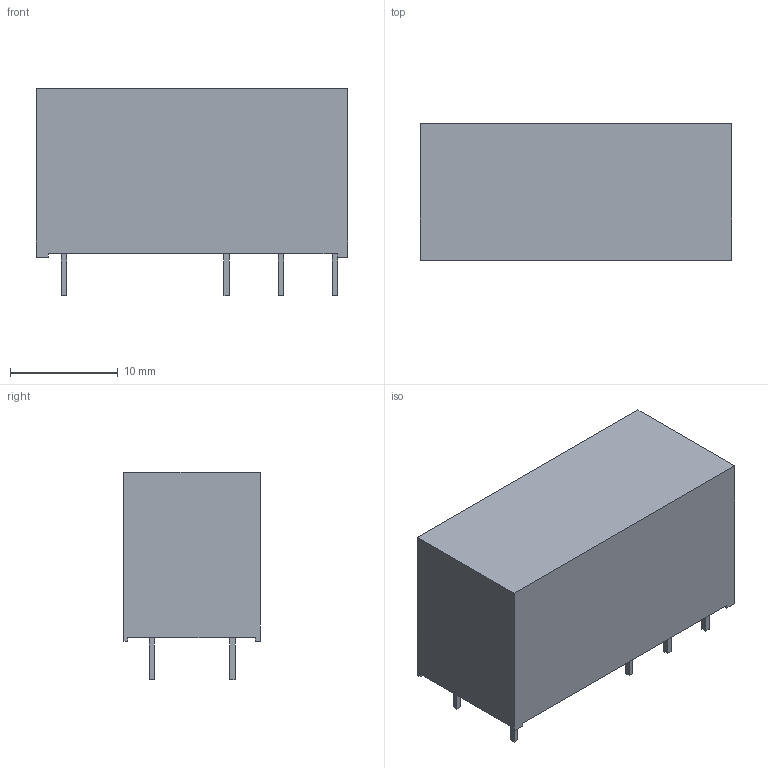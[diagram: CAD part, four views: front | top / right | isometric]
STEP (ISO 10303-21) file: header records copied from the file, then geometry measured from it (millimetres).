
FILE_DESCRIPTION (( 'STEP AP214' ), '1' );
FILE_NAME ('RELAY-TH_GN-XXVDC-1C-16.step', '2022-07-09T13:19:19', ( '' ), ( '' ), 'SwSTEP 2.0', 'SolidWorks 2020', '' );
FILE_SCHEMA (( 'AUTOMOTIVE_DESIGN' ));
Length unit declared in the file: millimetre
Products named in the file (1): RELAY-TH_GN-XXVDC-1C-16
Bounding box: 29 x 12.71 x 19.3 mm (x, y, z)
Volume: 5680.1 mm3; surface area: 2091.6 mm2
Topology: 1 solids, 1 shells, 341 faces, 915 edges, 610 vertices
Faces by surface type: plane 229, bspline 112
Entity records: 14459 total; most frequent: CARTESIAN_POINT 3971, ORIENTED_EDGE 1830, DIRECTION 1147, EDGE_CURVE 915, VECTOR 687, LINE 687, VERTEX_POINT 610, EDGE_LOOP 375
